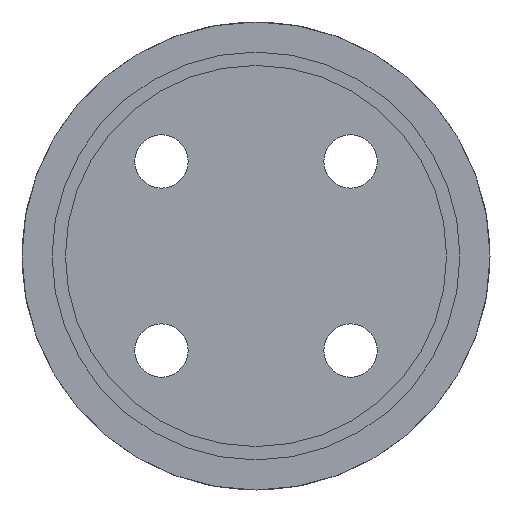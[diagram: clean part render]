
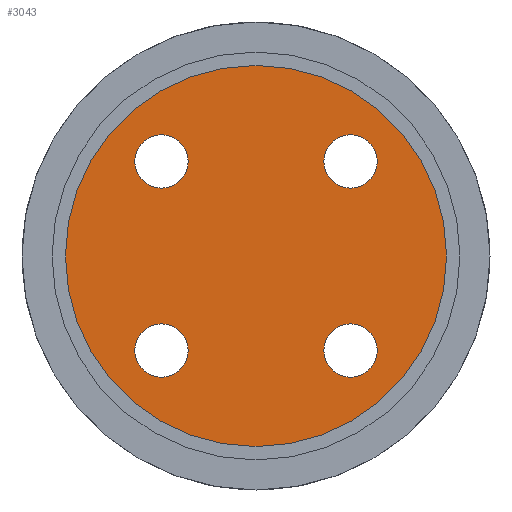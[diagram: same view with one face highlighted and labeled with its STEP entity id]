
A CAD part, front view. The second image highlights one B-rep face of the part: STEP entity #3043.
In plain terms, the highlighted planar face has unit normal (0, -1, 0).
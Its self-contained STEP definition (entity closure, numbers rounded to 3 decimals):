
#21 = DIRECTION ( 'NONE',  ( 0., -1., 0. ) ) ;
#23 = ORIENTED_EDGE ( 'NONE', *, *, #2582, .F. ) ;
#89 = VERTEX_POINT ( 'NONE', #1084 ) ;
#128 = CARTESIAN_POINT ( 'NONE',  ( -7.071, 7., 7.071 ) ) ;
#129 = ORIENTED_EDGE ( 'NONE', *, *, #1954, .F. ) ;
#131 = CIRCLE ( 'NONE', #692, 2. ) ;
#290 = VERTEX_POINT ( 'NONE', #1151 ) ;
#344 = FACE_BOUND ( 'NONE', #1033, .T. ) ;
#367 = DIRECTION ( 'NONE',  ( 0., 0., 1. ) ) ;
#394 = DIRECTION ( 'NONE',  ( 0., 0., 1. ) ) ;
#421 = AXIS2_PLACEMENT_3D ( 'NONE', #2503, #2195, #3366 ) ;
#468 = DIRECTION ( 'NONE',  ( 0., 0., 1. ) ) ;
#472 = CARTESIAN_POINT ( 'NONE',  ( -7.071, 7., 5.071 ) ) ;
#491 = DIRECTION ( 'NONE',  ( 0., -1., 0. ) ) ;
#508 = EDGE_CURVE ( 'NONE', #1067, #2457, #131, .T. ) ;
#535 = EDGE_CURVE ( 'NONE', #1658, #2164, #2264, .T. ) ;
#546 = AXIS2_PLACEMENT_3D ( 'NONE', #3101, #1952, #468 ) ;
#600 = ORIENTED_EDGE ( 'NONE', *, *, #2022, .F. ) ;
#603 = ORIENTED_EDGE ( 'NONE', *, *, #2511, .T. ) ;
#651 = FACE_OUTER_BOUND ( 'NONE', #3572, .T. ) ;
#692 = AXIS2_PLACEMENT_3D ( 'NONE', #1148, #21, #3493 ) ;
#697 = CARTESIAN_POINT ( 'NONE',  ( 0., 7., 14.25 ) ) ;
#737 = ORIENTED_EDGE ( 'NONE', *, *, #743, .F. ) ;
#743 = EDGE_CURVE ( 'NONE', #290, #89, #1155, .T. ) ;
#779 = CARTESIAN_POINT ( 'NONE',  ( 0., 7., 0. ) ) ;
#782 = CARTESIAN_POINT ( 'NONE',  ( -7.071, 7., 9.071 ) ) ;
#793 = CARTESIAN_POINT ( 'NONE',  ( -7.071, 7., -9.071 ) ) ;
#795 = CIRCLE ( 'NONE', #2246, 2. ) ;
#898 = DIRECTION ( 'NONE',  ( 0., 0., 1. ) ) ;
#903 = CARTESIAN_POINT ( 'NONE',  ( 7.071, 7., 5.071 ) ) ;
#933 = CARTESIAN_POINT ( 'NONE',  ( -17.5, 7., 0. ) ) ;
#1004 = DIRECTION ( 'NONE',  ( 0., -1., 0. ) ) ;
#1025 = CIRCLE ( 'NONE', #2674, 2. ) ;
#1033 = EDGE_LOOP ( 'NONE', ( #1692, #737 ) ) ;
#1067 = VERTEX_POINT ( 'NONE', #1079 ) ;
#1079 = CARTESIAN_POINT ( 'NONE',  ( -7.071, 7., -5.071 ) ) ;
#1084 = CARTESIAN_POINT ( 'NONE',  ( 7.071, 7., -5.071 ) ) ;
#1090 = CIRCLE ( 'NONE', #3534, 14.25 ) ;
#1092 = EDGE_CURVE ( 'NONE', #2457, #1067, #2855, .T. ) ;
#1148 = CARTESIAN_POINT ( 'NONE',  ( -7.071, 7., -7.071 ) ) ;
#1151 = CARTESIAN_POINT ( 'NONE',  ( 7.071, 7., -9.071 ) ) ;
#1155 = CIRCLE ( 'NONE', #3645, 2. ) ;
#1169 = EDGE_CURVE ( 'NONE', #2540, #2764, #1567, .T. ) ;
#1180 = FACE_BOUND ( 'NONE', #1888, .T. ) ;
#1202 = DIRECTION ( 'NONE',  ( 0., -1., 0. ) ) ;
#1231 = DIRECTION ( 'NONE',  ( 0., -1., 0. ) ) ;
#1336 = DIRECTION ( 'NONE',  ( 0., 0., -1. ) ) ;
#1395 = AXIS2_PLACEMENT_3D ( 'NONE', #933, #3506, #1538 ) ;
#1406 = CARTESIAN_POINT ( 'NONE',  ( -7.071, 7., 7.071 ) ) ;
#1499 = PLANE ( 'NONE',  #1395 ) ;
#1538 = DIRECTION ( 'NONE',  ( 0., 0., 1. ) ) ;
#1555 = CARTESIAN_POINT ( 'NONE',  ( 7.071, 7., 9.071 ) ) ;
#1567 = CIRCLE ( 'NONE', #1750, 14.25 ) ;
#1649 = DIRECTION ( 'NONE',  ( 0., 0., -1. ) ) ;
#1658 = VERTEX_POINT ( 'NONE', #903 ) ;
#1679 = CARTESIAN_POINT ( 'NONE',  ( 0., 7., -14.25 ) ) ;
#1692 = ORIENTED_EDGE ( 'NONE', *, *, #2870, .F. ) ;
#1750 = AXIS2_PLACEMENT_3D ( 'NONE', #779, #491, #1649 ) ;
#1769 = VERTEX_POINT ( 'NONE', #472 ) ;
#1888 = EDGE_LOOP ( 'NONE', ( #129, #600 ) ) ;
#1935 = CIRCLE ( 'NONE', #421, 2. ) ;
#1952 = DIRECTION ( 'NONE',  ( 0., -1., 0. ) ) ;
#1954 = EDGE_CURVE ( 'NONE', #2438, #1769, #3288, .T. ) ;
#1964 = CARTESIAN_POINT ( 'NONE',  ( 0., 7., 0. ) ) ;
#1996 = CARTESIAN_POINT ( 'NONE',  ( 7.071, 7., 7.071 ) ) ;
#2022 = EDGE_CURVE ( 'NONE', #1769, #2438, #1025, .T. ) ;
#2051 = DIRECTION ( 'NONE',  ( 0., 0., 1. ) ) ;
#2065 = ORIENTED_EDGE ( 'NONE', *, *, #535, .F. ) ;
#2164 = VERTEX_POINT ( 'NONE', #1555 ) ;
#2195 = DIRECTION ( 'NONE',  ( 0., -1., 0. ) ) ;
#2246 = AXIS2_PLACEMENT_3D ( 'NONE', #2459, #1231, #2393 ) ;
#2264 = CIRCLE ( 'NONE', #2812, 2. ) ;
#2338 = FACE_BOUND ( 'NONE', #2937, .T. ) ;
#2393 = DIRECTION ( 'NONE',  ( 0., 0., 1. ) ) ;
#2438 = VERTEX_POINT ( 'NONE', #782 ) ;
#2457 = VERTEX_POINT ( 'NONE', #793 ) ;
#2459 = CARTESIAN_POINT ( 'NONE',  ( 7.071, 7., -7.071 ) ) ;
#2503 = CARTESIAN_POINT ( 'NONE',  ( 7.071, 7., 7.071 ) ) ;
#2511 = EDGE_CURVE ( 'NONE', #2764, #2540, #1090, .T. ) ;
#2540 = VERTEX_POINT ( 'NONE', #1679 ) ;
#2563 = DIRECTION ( 'NONE',  ( 0., -1., 0. ) ) ;
#2575 = ORIENTED_EDGE ( 'NONE', *, *, #1169, .T. ) ;
#2577 = ORIENTED_EDGE ( 'NONE', *, *, #1092, .F. ) ;
#2582 = EDGE_CURVE ( 'NONE', #2164, #1658, #1935, .T. ) ;
#2674 = AXIS2_PLACEMENT_3D ( 'NONE', #128, #1004, #367 ) ;
#2764 = VERTEX_POINT ( 'NONE', #697 ) ;
#2812 = AXIS2_PLACEMENT_3D ( 'NONE', #1996, #3511, #898 ) ;
#2855 = CIRCLE ( 'NONE', #546, 2. ) ;
#2859 = AXIS2_PLACEMENT_3D ( 'NONE', #1406, #1202, #2051 ) ;
#2870 = EDGE_CURVE ( 'NONE', #89, #290, #795, .T. ) ;
#2937 = EDGE_LOOP ( 'NONE', ( #23, #2065 ) ) ;
#2958 = EDGE_LOOP ( 'NONE', ( #3593, #2577 ) ) ;
#3043 = ADVANCED_FACE ( 'NONE', ( #3548, #1180, #2338, #344, #651 ), #1499, .F. ) ;
#3101 = CARTESIAN_POINT ( 'NONE',  ( -7.071, 7., -7.071 ) ) ;
#3288 = CIRCLE ( 'NONE', #2859, 2. ) ;
#3366 = DIRECTION ( 'NONE',  ( 0., 0., 1. ) ) ;
#3493 = DIRECTION ( 'NONE',  ( 0., 0., 1. ) ) ;
#3506 = DIRECTION ( 'NONE',  ( 0., 1., 0. ) ) ;
#3511 = DIRECTION ( 'NONE',  ( 0., -1., 0. ) ) ;
#3534 = AXIS2_PLACEMENT_3D ( 'NONE', #1964, #2563, #1336 ) ;
#3548 = FACE_BOUND ( 'NONE', #2958, .T. ) ;
#3572 = EDGE_LOOP ( 'NONE', ( #603, #2575 ) ) ;
#3593 = ORIENTED_EDGE ( 'NONE', *, *, #508, .F. ) ;
#3594 = CARTESIAN_POINT ( 'NONE',  ( 7.071, 7., -7.071 ) ) ;
#3609 = DIRECTION ( 'NONE',  ( 0., -1., 0. ) ) ;
#3645 = AXIS2_PLACEMENT_3D ( 'NONE', #3594, #3609, #394 ) ;
